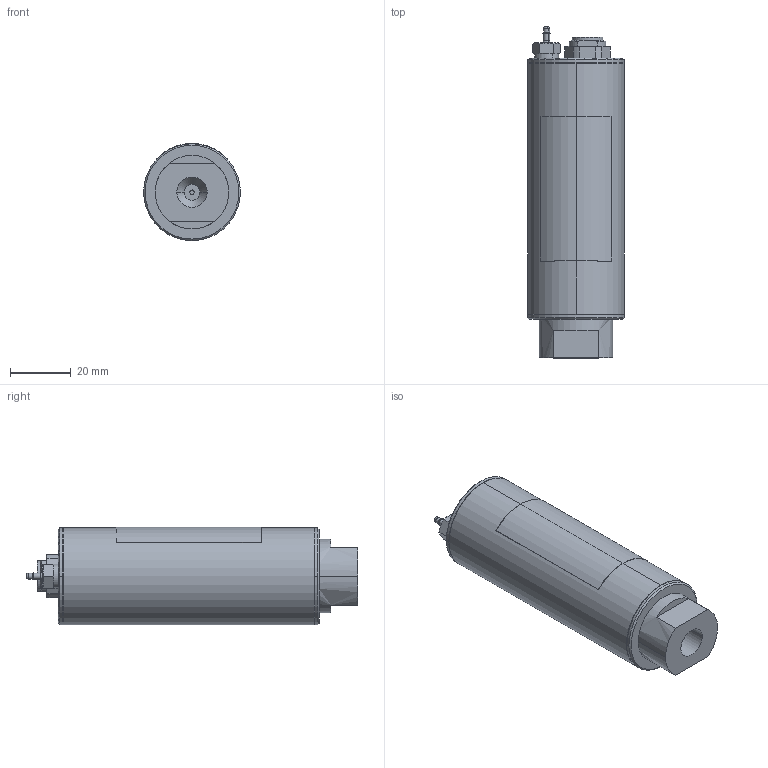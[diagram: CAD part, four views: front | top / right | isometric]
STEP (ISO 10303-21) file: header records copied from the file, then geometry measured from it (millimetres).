
FILE_DESCRIPTION((''),'2;1');
FILE_NAME('CPT9000_LOW_PRESSURE_ASM','2019-01-23T13:21:37',('OettinWe'),(''),'CREO PARAMETRIC BY PTC INC, 2017380','CREO PARAMETRIC BY PTC INC, 2017380','');
FILE_SCHEMA(('AUTOMOTIVE_DESIGN { 1 0 10303 214 1 1 1 1 }'));
Length unit declared in the file: millimetre
Products named in the file (9): 20502_CASE-CPT9000_CYLINDER___1; 4050060018_CONN-PIN_OUTS__FEM_1; 20490_SENSOR-ASSY_NUT_WIKA-7183; 20500_CAP-CPT9000__TOP_LEFT_H_1; 20490_SENSOR-ASSY_NUT_WIK-12161; 6001003003_FTG-_CONN_10-32_UNF_; 20535_LABEL-CPT9000_6020-1-SOLI; CPT9000_EXTERIOR_1_ASM; CPT9000_LOW_PRESSURE_ASM
Assembly tree (8 placements, depth 3):
  CPT9000_LOW_PRESSURE_ASM
    CPT9000_EXTERIOR_1_ASM
      20502_CASE-CPT9000_CYLINDER___1
      4050060018_CONN-PIN_OUTS__FEM_1
      20490_SENSOR-ASSY_NUT_WIKA-7183
      20500_CAP-CPT9000__TOP_LEFT_H_1
      20490_SENSOR-ASSY_NUT_WIK-12161
      6001003003_FTG-_CONN_10-32_UNF_
      20535_LABEL-CPT9000_6020-1-SOLI
Bounding box: 31.75 x 108.9 x 31.88 mm (x, y, z)
Volume: 30136.8 mm3; surface area: 27974.6 mm2
Topology: 7 solids, 7 shells, 515 faces, 1247 edges, 793 vertices
Faces by surface type: bspline 515
Entity records: 29569 total; most frequent: CARTESIAN_POINT 13256, ORIENTED_EDGE 2470, DIRECTION 1617, PRESENTATION_STYLE_ASSIGNMENT 1458, STYLED_ITEM 1242, CURVE_STYLE 1235, EDGE_CURVE 1235, VERTEX_POINT 793
